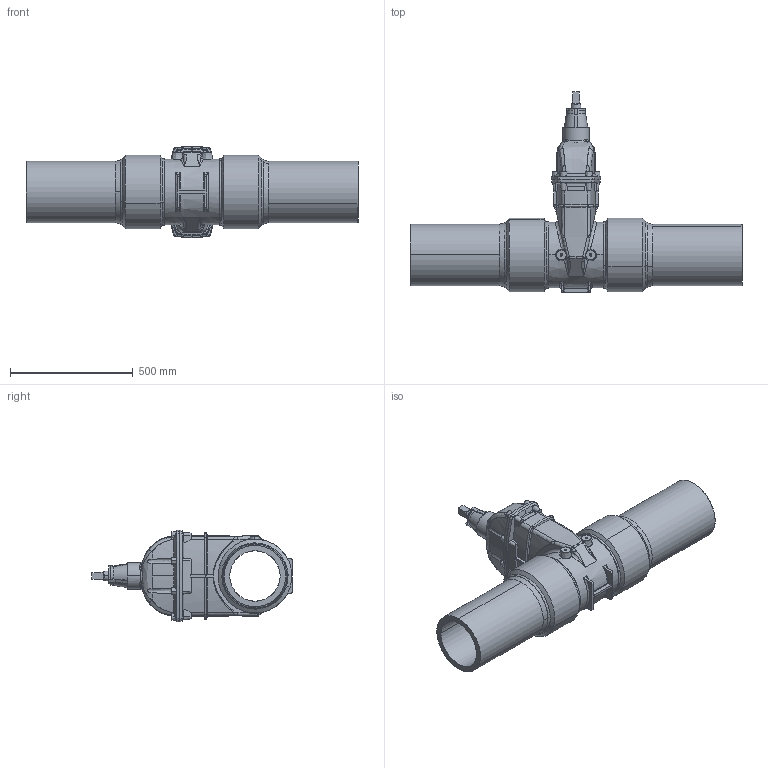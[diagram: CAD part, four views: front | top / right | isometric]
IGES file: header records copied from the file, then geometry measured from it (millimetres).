
Start section: SolidWorks IGES file using analytic representation for surfaces
Global section: file name: O_36_80_DN250_250mm.IGS; native system: SolidWorks 2012; preprocessor: SolidWorks 2012; author: ken; date: 150129.130814; units: millimetre
Bounding box: 1350 x 816 x 370.89 mm (x, y, z)
Surface area: 2492300.5 mm2 (no closed solid volume)
Topology: 0 solids, 0 shells, 391 faces, 4177 edges, 4167 vertices
Faces by surface type: revolution 204, bspline 187
